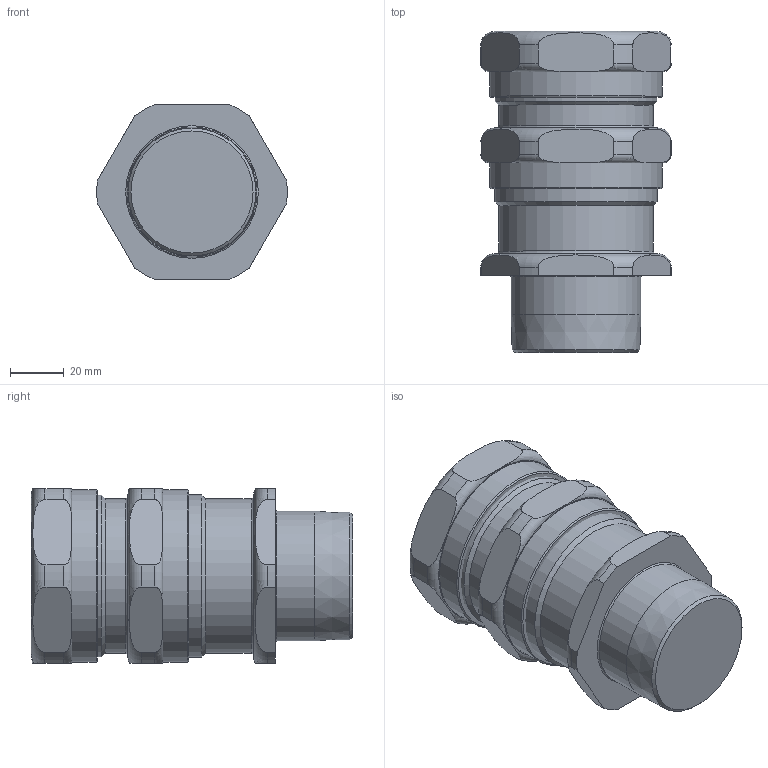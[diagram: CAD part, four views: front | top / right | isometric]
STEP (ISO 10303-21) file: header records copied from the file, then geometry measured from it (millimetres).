
FILE_DESCRIPTION(/* description */ (''),/* implementation_level */ '2;1');
FILE_NAME(/* name */ '123 D_1_1_2_NPT.stp',/* time_stamp */ '2021-04-27T16:05:19+06:00',/* author */ ('vinaykumark'),/* organization */ (''),/* preprocessor_version */ 'ST-DEVELOPER v18',/* originating_system */ 'Autodesk Inventor 2020',/* authorisation */ '');
FILE_SCHEMA (('AUTOMOTIVE_DESIGN { 1 0 10303 214 3 1 1 }'));
Length unit declared in the file: inch
Products named in the file (1): 123 D_1_1_2_NPT
Bounding box: 70.75 x 119.28 x 65 mm (x, y, z)
Volume: 468611.3 mm3; surface area: 76022.8 mm2
Topology: 8 solids, 8 shells, 253 faces, 705 edges, 474 vertices
Faces by surface type: plane 106, torus 66, cylinder 45, cone 36
Full cylindrical faces by diameter (mm): 44.5 x2, 48.26 x1, 53.25 x2, 54.15 x4, 57.2 x2, 57.45 x2, 60.16 x1, 60.325 x1, 63.95 x2
Entity records: 9749 total; most frequent: CARTESIAN_POINT 2926, ORIENTED_EDGE 1410, DIRECTION 1401, EDGE_CURVE 705, AXIS2_PLACEMENT_3D 605, VERTEX_POINT 474, CIRCLE 351, EDGE_LOOP 263
